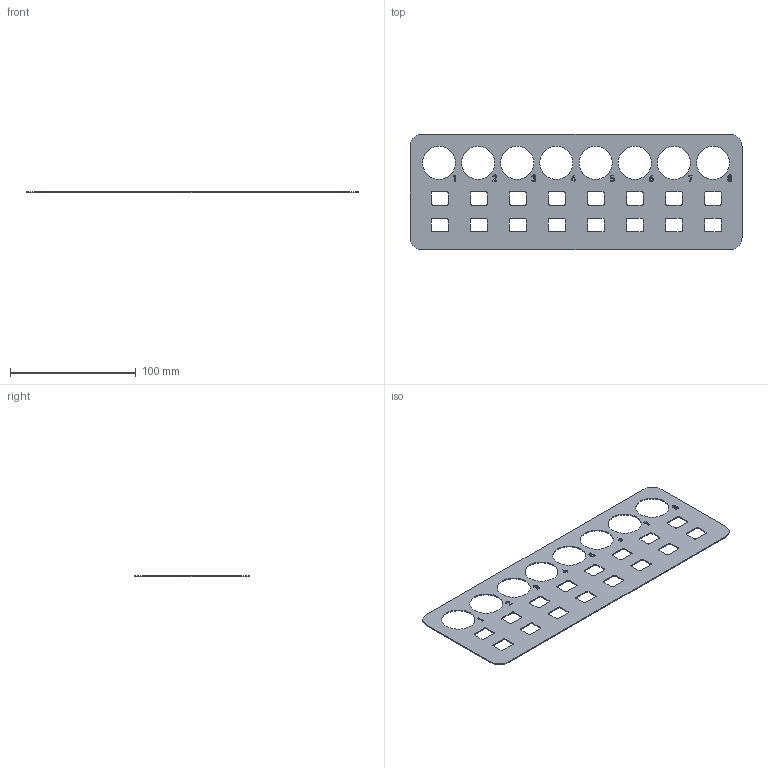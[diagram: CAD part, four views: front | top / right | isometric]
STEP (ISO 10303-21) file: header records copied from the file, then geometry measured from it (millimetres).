
FILE_DESCRIPTION(('FreeCAD Model'),'2;1');
FILE_NAME('Open CASCADE Shape Model','2024-05-24T00:14:41',(''),(''), 'Open CASCADE STEP processor 7.7','FreeCAD','Unknown');
FILE_SCHEMA(('AP242_MANAGED_MODEL_BASED_3D_ENGINEERING_MIM_LF. {1 0 10303 442 1 1 4 }'));
Length unit declared in the file: millimetre
Products named in the file (1): template-small
Bounding box: 263.7 x 92 x 1 mm (x, y, z)
Volume: 14064.1 mm3; surface area: 36841.3 mm2
Topology: 1 solids, 1 shells, 367 faces, 1058 edges, 704 vertices
Faces by surface type: plane 161, extrusion 130, cylinder 76
Full cylindrical faces by diameter (mm): 26.3 x8
Entity records: 28749 total; most frequent: CARTESIAN_POINT 8713, DIRECTION 3206, VECTOR 2350, LINE 2220, ORIENTED_EDGE 2118, PCURVE 2116, DEFINITIONAL_REPRESENTATION 2116, EDGE_CURVE 1058
